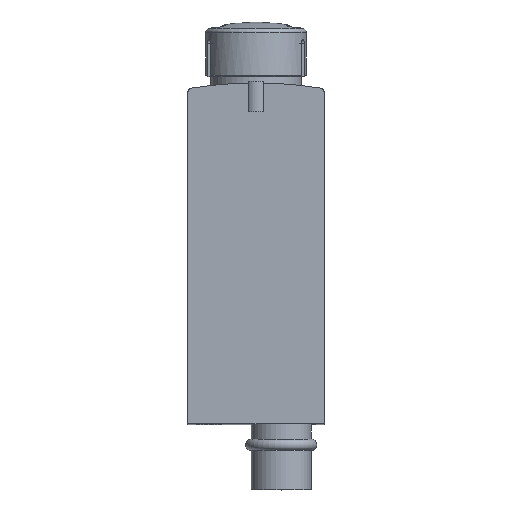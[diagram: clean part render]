
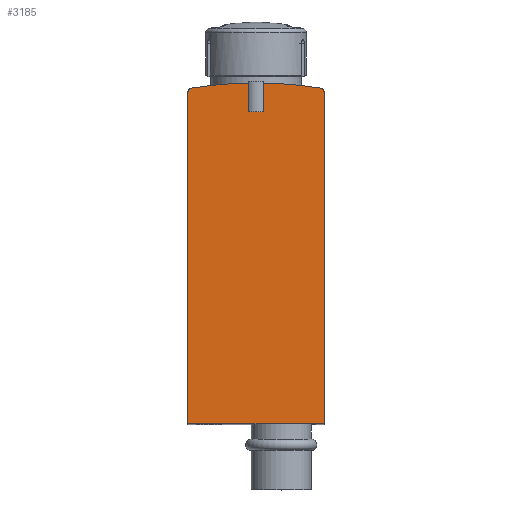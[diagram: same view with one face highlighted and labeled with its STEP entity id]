
A CAD part, top view. The second image highlights one B-rep face of the part: STEP entity #3185.
In plain terms, the highlighted planar face has unit normal (0, 0, 1).
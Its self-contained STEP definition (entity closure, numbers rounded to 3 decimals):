
#61=PLANE('',#3362);
#113=CIRCLE('',#3295,55.3);
#115=CIRCLE('',#3297,55.3);
#145=CIRCLE('',#3354,0.5);
#147=CIRCLE('',#3359,0.5);
#447=ORIENTED_EDGE('',*,*,#1049,.F.);
#448=ORIENTED_EDGE('',*,*,#964,.T.);
#449=ORIENTED_EDGE('',*,*,#1039,.T.);
#450=ORIENTED_EDGE('',*,*,#1042,.T.);
#451=ORIENTED_EDGE('',*,*,#1009,.T.);
#452=ORIENTED_EDGE('',*,*,#1044,.T.);
#453=ORIENTED_EDGE('',*,*,#1047,.T.);
#454=ORIENTED_EDGE('',*,*,#960,.T.);
#455=ORIENTED_EDGE('',*,*,#1050,.F.);
#456=ORIENTED_EDGE('',*,*,#1051,.T.);
#960=EDGE_CURVE('',#1302,#1301,#113,.T.);
#964=EDGE_CURVE('',#1299,#1305,#115,.T.);
#1009=EDGE_CURVE('',#1337,#1340,#1557,.T.);
#1039=EDGE_CURVE('',#1305,#1357,#145,.T.);
#1042=EDGE_CURVE('',#1357,#1337,#1575,.T.);
#1044=EDGE_CURVE('',#1340,#1359,#1577,.T.);
#1047=EDGE_CURVE('',#1359,#1302,#147,.T.);
#1049=EDGE_CURVE('',#1299,#1361,#1580,.T.);
#1050=EDGE_CURVE('',#1362,#1301,#1581,.T.);
#1051=EDGE_CURVE('',#1362,#1361,#1582,.T.);
#1299=VERTEX_POINT('',#4229);
#1301=VERTEX_POINT('',#4239);
#1302=VERTEX_POINT('',#4241);
#1305=VERTEX_POINT('',#4247);
#1337=VERTEX_POINT('',#4352);
#1340=VERTEX_POINT('',#4359);
#1357=VERTEX_POINT('',#4426);
#1359=VERTEX_POINT('',#4435);
#1361=VERTEX_POINT('',#4445);
#1362=VERTEX_POINT('',#4447);
#1557=LINE('',#4360,#1736);
#1575=LINE('',#4431,#1754);
#1577=LINE('',#4434,#1756);
#1580=LINE('',#4444,#1759);
#1581=LINE('',#4446,#1760);
#1582=LINE('',#4448,#1761);
#1736=VECTOR('',#3631,1000.);
#1754=VECTOR('',#3719,1000.);
#1756=VECTOR('',#3723,1000.);
#1759=VECTOR('',#3736,1000.);
#1760=VECTOR('',#3737,1000.);
#1761=VECTOR('',#3738,1000.);
#1926=EDGE_LOOP('',(#447,#448,#449,#450,#451,#452,#453,#454,#455,#456));
#2079=FACE_BOUND('',#1926,.T.);
#3185=ADVANCED_FACE('',(#2079),#61,.T.);
#3295=AXIS2_PLACEMENT_3D('',#4240,#3550,#3551);
#3297=AXIS2_PLACEMENT_3D('',#4248,#3556,#3557);
#3354=AXIS2_PLACEMENT_3D('',#4425,#3712,#3713);
#3359=AXIS2_PLACEMENT_3D('',#4440,#3728,#3729);
#3362=AXIS2_PLACEMENT_3D('',#4443,#3734,#3735);
#3550=DIRECTION('',(0.,0.,1.));
#3551=DIRECTION('',(1.,0.,0.));
#3556=DIRECTION('',(0.,0.,1.));
#3557=DIRECTION('',(1.,0.,0.));
#3631=DIRECTION('',(1.,0.,0.));
#3712=DIRECTION('',(0.,0.,1.));
#3713=DIRECTION('',(1.,0.,0.));
#3719=DIRECTION('',(0.,-1.,0.));
#3723=DIRECTION('',(0.,1.,0.));
#3728=DIRECTION('',(0.,0.,1.));
#3729=DIRECTION('',(1.,0.,0.));
#3734=DIRECTION('',(0.,0.,1.));
#3735=DIRECTION('',(1.,0.,0.));
#3736=DIRECTION('',(0.,-1.,0.));
#3737=DIRECTION('',(0.,1.,0.));
#3738=DIRECTION('',(-1.,0.,0.));
#4229=CARTESIAN_POINT('',(-1.,45.291,70.));
#4239=CARTESIAN_POINT('',(1.,45.291,70.));
#4240=CARTESIAN_POINT('',(0.,-10.,70.));
#4241=CARTESIAN_POINT('',(8.628,44.623,70.));
#4247=CARTESIAN_POINT('',(-8.628,44.623,70.));
#4248=CARTESIAN_POINT('',(0.,-10.,70.));
#4352=CARTESIAN_POINT('',(-9.05,0.,70.));
#4359=CARTESIAN_POINT('',(9.05,0.,70.));
#4360=CARTESIAN_POINT('',(-9.05,0.,70.));
#4425=CARTESIAN_POINT('',(-8.55,44.129,70.));
#4426=CARTESIAN_POINT('',(-9.05,44.129,70.));
#4431=CARTESIAN_POINT('',(-9.05,44.129,70.));
#4434=CARTESIAN_POINT('',(9.05,0.,70.));
#4435=CARTESIAN_POINT('',(9.05,44.129,70.));
#4440=CARTESIAN_POINT('',(8.55,44.129,70.));
#4443=CARTESIAN_POINT('',(-8.55,44.129,70.));
#4444=CARTESIAN_POINT('',(-1.,44.129,70.));
#4445=CARTESIAN_POINT('',(-1.,41.5,70.));
#4446=CARTESIAN_POINT('',(1.,44.129,70.));
#4447=CARTESIAN_POINT('',(1.,41.5,70.));
#4448=CARTESIAN_POINT('',(-8.55,41.5,70.));
